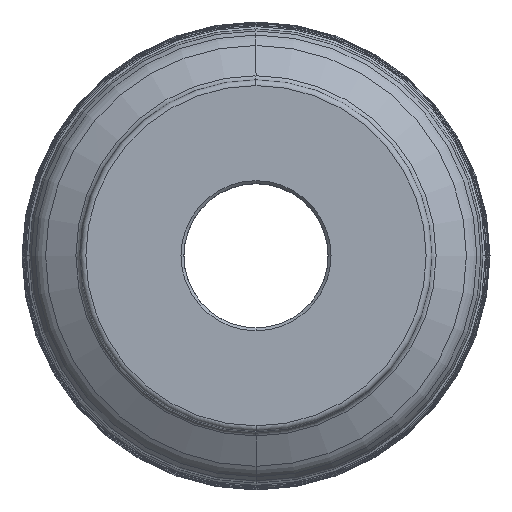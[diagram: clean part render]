
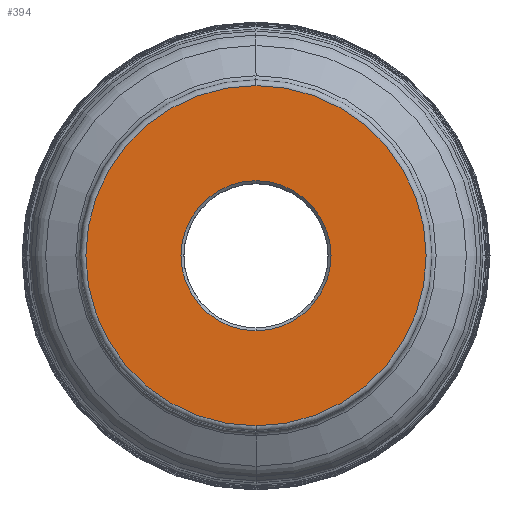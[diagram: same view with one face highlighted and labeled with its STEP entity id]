
A CAD part, top view. The second image highlights one B-rep face of the part: STEP entity #394.
In plain terms, the highlighted planar face has unit normal (0, 0, 1).
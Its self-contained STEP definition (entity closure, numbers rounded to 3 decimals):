
#60=PLANE('',#4081);
#70=FACE_BOUND('',#916,.T.);
#71=FACE_BOUND('',#917,.T.);
#394=ADVANCED_FACE('',(#70,#71),#60,.F.);
#916=EDGE_LOOP('',(#1706,#1707,#1708,#1709));
#917=EDGE_LOOP('',(#1710,#1711));
#1706=ORIENTED_EDGE('',*,*,#2526,.T.);
#1707=ORIENTED_EDGE('',*,*,#2527,.T.);
#1708=ORIENTED_EDGE('',*,*,#2528,.F.);
#1709=ORIENTED_EDGE('',*,*,#2529,.F.);
#1710=ORIENTED_EDGE('',*,*,#2525,.T.);
#1711=ORIENTED_EDGE('',*,*,#2523,.T.);
#2086=VERTEX_POINT('',#7505);
#2087=VERTEX_POINT('',#7507);
#2088=VERTEX_POINT('',#7513);
#2089=VERTEX_POINT('',#7514);
#2090=VERTEX_POINT('',#7516);
#2091=VERTEX_POINT('',#7518);
#2523=EDGE_CURVE('',#2087,#2086,#3060,.T.);
#2525=EDGE_CURVE('',#2086,#2087,#3061,.T.);
#2526=EDGE_CURVE('',#2088,#2089,#3062,.T.);
#2527=EDGE_CURVE('',#2089,#2090,#3063,.T.);
#2528=EDGE_CURVE('',#2091,#2090,#3064,.T.);
#2529=EDGE_CURVE('',#2088,#2091,#3065,.T.);
#3060=CIRCLE('',#4073,26.435);
#3061=CIRCLE('',#4075,26.435);
#3062=CIRCLE('',#4077,59.975);
#3063=CIRCLE('',#4078,59.975);
#3064=CIRCLE('',#4079,59.975);
#3065=CIRCLE('',#4080,59.975);
#4073=AXIS2_PLACEMENT_3D('',#7506,#5130,#5131);
#4075=AXIS2_PLACEMENT_3D('',#7510,#5135,#5136);
#4077=AXIS2_PLACEMENT_3D('',#7512,#5139,#5140);
#4078=AXIS2_PLACEMENT_3D('',#7515,#5141,#5142);
#4079=AXIS2_PLACEMENT_3D('',#7517,#5143,#5144);
#4080=AXIS2_PLACEMENT_3D('',#7519,#5145,#5146);
#4081=AXIS2_PLACEMENT_3D('',#7520,#5147,#5148);
#5130=DIRECTION('',(0.,0.,-1.));
#5131=DIRECTION('',(0.,-1.,0.));
#5135=DIRECTION('',(0.,0.,-1.));
#5136=DIRECTION('',(0.,1.,0.));
#5139=DIRECTION('',(0.,0.,1.));
#5140=DIRECTION('',(0.,1.,0.));
#5141=DIRECTION('',(0.,0.,1.));
#5142=DIRECTION('',(0.,-1.,0.));
#5143=DIRECTION('',(0.,0.,-1.));
#5144=DIRECTION('',(0.,-1.,0.));
#5145=DIRECTION('',(0.,0.,-1.));
#5146=DIRECTION('',(0.,1.,0.));
#5147=DIRECTION('',(0.,0.,-1.));
#5148=DIRECTION('',(0.,1.,0.));
#7505=CARTESIAN_POINT('',(0.,26.435,0.));
#7506=CARTESIAN_POINT('',(0.,0.,0.));
#7507=CARTESIAN_POINT('',(0.,-26.435,0.));
#7510=CARTESIAN_POINT('',(0.,0.,0.));
#7512=CARTESIAN_POINT('',(0.,0.,0.));
#7513=CARTESIAN_POINT('',(-0.016,59.975,0.));
#7514=CARTESIAN_POINT('',(0.,-59.975,0.));
#7515=CARTESIAN_POINT('',(0.,0.,0.));
#7516=CARTESIAN_POINT('',(0.016,-59.975,0.));
#7517=CARTESIAN_POINT('',(0.,0.,0.));
#7518=CARTESIAN_POINT('',(0.,59.975,0.));
#7519=CARTESIAN_POINT('',(0.,0.,0.));
#7520=CARTESIAN_POINT('',(0.,0.,0.));
